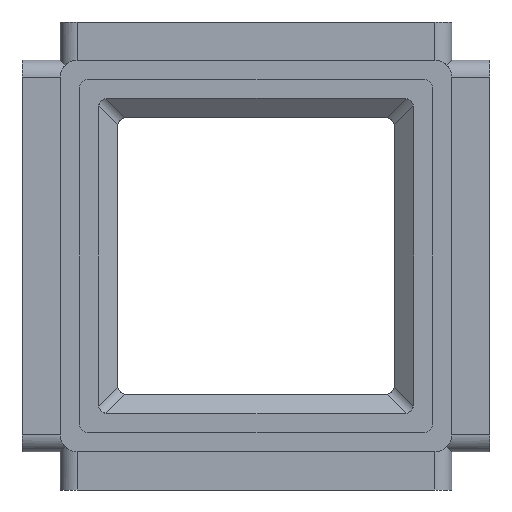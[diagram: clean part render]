
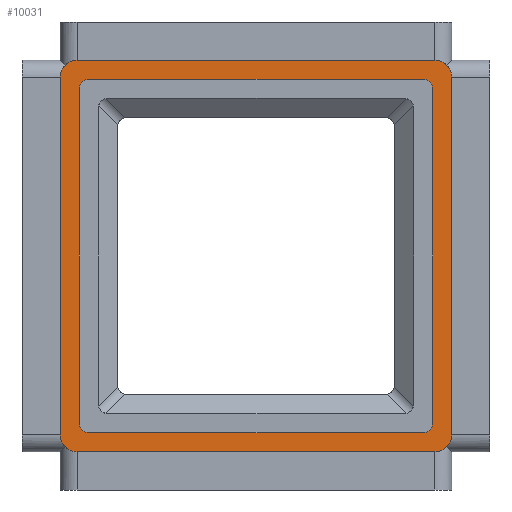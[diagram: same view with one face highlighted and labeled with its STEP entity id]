
A CAD part, front view. The second image highlights one B-rep face of the part: STEP entity #10031.
In plain terms, the highlighted planar face has unit normal (0, -1, 0).
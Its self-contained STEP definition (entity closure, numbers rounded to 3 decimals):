
#11 = EDGE_CURVE ( 'NONE', #1382, #550, #4757, .T. ) ;
#60 = VERTEX_POINT ( 'NONE', #9481 ) ;
#82 = AXIS2_PLACEMENT_3D ( 'NONE', #1219, #6048, #549 ) ;
#111 = VECTOR ( 'NONE', #6252, 1000. ) ;
#245 = DIRECTION ( 'NONE',  ( 0., 1., 0. ) ) ;
#370 = DIRECTION ( 'NONE',  ( 0., 0., -1. ) ) ;
#396 = CARTESIAN_POINT ( 'NONE',  ( 10.25, -12.25, -9.35 ) ) ;
#549 = DIRECTION ( 'NONE',  ( 1., 0., 0. ) ) ;
#550 = VERTEX_POINT ( 'NONE', #4120 ) ;
#649 = VERTEX_POINT ( 'NONE', #9570 ) ;
#749 = EDGE_CURVE ( 'NONE', #649, #1382, #841, .T. ) ;
#841 = CIRCLE ( 'NONE', #9210, 0.5 ) ;
#1029 = VERTEX_POINT ( 'NONE', #396 ) ;
#1091 = VERTEX_POINT ( 'NONE', #5223 ) ;
#1121 = DIRECTION ( 'NONE',  ( -1., 0., 0. ) ) ;
#1140 = AXIS2_PLACEMENT_3D ( 'NONE', #2162, #7475, #2118 ) ;
#1219 = CARTESIAN_POINT ( 'NONE',  ( -9.35, -12.25, 9.35 ) ) ;
#1295 = EDGE_CURVE ( 'NONE', #1029, #8030, #5372, .T. ) ;
#1382 = VERTEX_POINT ( 'NONE', #8050 ) ;
#1429 = DIRECTION ( 'NONE',  ( 0., 1., 0. ) ) ;
#1478 = DIRECTION ( 'NONE',  ( 0., 0., -1. ) ) ;
#1597 = ORIENTED_EDGE ( 'NONE', *, *, #4588, .T. ) ;
#1675 = CARTESIAN_POINT ( 'NONE',  ( 10.25, -12.25, 9.35 ) ) ;
#1682 = LINE ( 'NONE', #2291, #4052 ) ;
#1708 = DIRECTION ( 'NONE',  ( 1., 0., 0. ) ) ;
#1735 = CARTESIAN_POINT ( 'NONE',  ( 8.75, -12.25, -8.75 ) ) ;
#1833 = CARTESIAN_POINT ( 'NONE',  ( -9.35, -12.25, -10.25 ) ) ;
#1858 = LINE ( 'NONE', #3247, #3994 ) ;
#2008 = CARTESIAN_POINT ( 'NONE',  ( 8.75, -12.25, 8.75 ) ) ;
#2040 = VERTEX_POINT ( 'NONE', #7450 ) ;
#2079 = LINE ( 'NONE', #6812, #2534 ) ;
#2118 = DIRECTION ( 'NONE',  ( 1., 0., 0. ) ) ;
#2146 = CARTESIAN_POINT ( 'NONE',  ( -9.35, -12.25, 10.25 ) ) ;
#2162 = CARTESIAN_POINT ( 'NONE',  ( -9.35, -12.25, -9.35 ) ) ;
#2224 = VECTOR ( 'NONE', #1121, 1000. ) ;
#2290 = CIRCLE ( 'NONE', #5576, 0.5 ) ;
#2291 = CARTESIAN_POINT ( 'NONE',  ( -9.25, -12.25, 33.6 ) ) ;
#2429 = VERTEX_POINT ( 'NONE', #1833 ) ;
#2441 = AXIS2_PLACEMENT_3D ( 'NONE', #6296, #3205, #10138 ) ;
#2447 = EDGE_CURVE ( 'NONE', #550, #60, #2290, .T. ) ;
#2534 = VECTOR ( 'NONE', #3621, 1000. ) ;
#2564 = EDGE_CURVE ( 'NONE', #1091, #2762, #7299, .T. ) ;
#2674 = CARTESIAN_POINT ( 'NONE',  ( 0., -12.25, 37.5 ) ) ;
#2762 = VERTEX_POINT ( 'NONE', #4911 ) ;
#2907 = LINE ( 'NONE', #7742, #4368 ) ;
#3100 = LINE ( 'NONE', #4814, #111 ) ;
#3176 = AXIS2_PLACEMENT_3D ( 'NONE', #6043, #9994, #5945 ) ;
#3178 = CARTESIAN_POINT ( 'NONE',  ( 9.35, -12.25, 9.35 ) ) ;
#3205 = DIRECTION ( 'NONE',  ( 0., -1., 0. ) ) ;
#3247 = CARTESIAN_POINT ( 'NONE',  ( -10.25, -12.25, -10.25 ) ) ;
#3394 = DIRECTION ( 'NONE',  ( 0., -1., 0. ) ) ;
#3450 = CARTESIAN_POINT ( 'NONE',  ( 9.25, -12.25, 33.6 ) ) ;
#3489 = EDGE_LOOP ( 'NONE', ( #8468, #7867, #7956, #6327, #4482, #4837, #1597, #8630 ) ) ;
#3621 = DIRECTION ( 'NONE',  ( -1., 0., 0. ) ) ;
#3736 = EDGE_CURVE ( 'NONE', #2762, #8721, #1682, .T. ) ;
#3747 = CARTESIAN_POINT ( 'NONE',  ( -10.25, -12.25, 9.35 ) ) ;
#3812 = CARTESIAN_POINT ( 'NONE',  ( 10.25, -12.25, 33.6 ) ) ;
#3843 = CIRCLE ( 'NONE', #6329, 0.9 ) ;
#3970 = DIRECTION ( 'NONE',  ( 0., 0., 1. ) ) ;
#3994 = VECTOR ( 'NONE', #1708, 1000. ) ;
#4052 = VECTOR ( 'NONE', #4822, 1000. ) ;
#4069 = PLANE ( 'NONE',  #7481 ) ;
#4093 = ORIENTED_EDGE ( 'NONE', *, *, #2447, .T. ) ;
#4120 = CARTESIAN_POINT ( 'NONE',  ( 9.25, -12.25, -8.75 ) ) ;
#4186 = VERTEX_POINT ( 'NONE', #9585 ) ;
#4239 = ORIENTED_EDGE ( 'NONE', *, *, #5780, .T. ) ;
#4285 = EDGE_CURVE ( 'NONE', #4186, #2429, #6735, .T. ) ;
#4368 = VECTOR ( 'NONE', #4404, 1000. ) ;
#4378 = CARTESIAN_POINT ( 'NONE',  ( -9.25, -12.25, 8.75 ) ) ;
#4404 = DIRECTION ( 'NONE',  ( 1., 0., 0. ) ) ;
#4482 = ORIENTED_EDGE ( 'NONE', *, *, #9137, .T. ) ;
#4588 = EDGE_CURVE ( 'NONE', #2429, #6611, #1858, .T. ) ;
#4638 = AXIS2_PLACEMENT_3D ( 'NONE', #5436, #1429, #1478 ) ;
#4757 = LINE ( 'NONE', #3450, #9182 ) ;
#4814 = CARTESIAN_POINT ( 'NONE',  ( -10.25, -12.25, 33.6 ) ) ;
#4822 = DIRECTION ( 'NONE',  ( 0., 0., 1. ) ) ;
#4837 = ORIENTED_EDGE ( 'NONE', *, *, #4285, .T. ) ;
#4876 = DIRECTION ( 'NONE',  ( 0., 0., -1. ) ) ;
#4911 = CARTESIAN_POINT ( 'NONE',  ( -9.25, -12.25, -8.75 ) ) ;
#5223 = CARTESIAN_POINT ( 'NONE',  ( -8.75, -12.25, -9.25 ) ) ;
#5229 = EDGE_CURVE ( 'NONE', #6611, #1029, #5561, .T. ) ;
#5372 = LINE ( 'NONE', #3812, #9646 ) ;
#5376 = ORIENTED_EDGE ( 'NONE', *, *, #3736, .T. ) ;
#5436 = CARTESIAN_POINT ( 'NONE',  ( -8.75, -12.25, 8.75 ) ) ;
#5469 = DIRECTION ( 'NONE',  ( 0., 0., -1. ) ) ;
#5545 = ORIENTED_EDGE ( 'NONE', *, *, #749, .T. ) ;
#5561 = CIRCLE ( 'NONE', #2441, 0.9 ) ;
#5576 = AXIS2_PLACEMENT_3D ( 'NONE', #1735, #245, #4876 ) ;
#5650 = DIRECTION ( 'NONE',  ( 1., 0., 0. ) ) ;
#5742 = VERTEX_POINT ( 'NONE', #2146 ) ;
#5780 = EDGE_CURVE ( 'NONE', #8721, #2040, #6797, .T. ) ;
#5794 = VERTEX_POINT ( 'NONE', #9295 ) ;
#5945 = DIRECTION ( 'NONE',  ( 0., 0., -1. ) ) ;
#6043 = CARTESIAN_POINT ( 'NONE',  ( -8.75, -12.25, -8.75 ) ) ;
#6048 = DIRECTION ( 'NONE',  ( 0., -1., 0. ) ) ;
#6252 = DIRECTION ( 'NONE',  ( 0., 0., -1. ) ) ;
#6264 = ORIENTED_EDGE ( 'NONE', *, *, #2564, .T. ) ;
#6296 = CARTESIAN_POINT ( 'NONE',  ( 9.35, -12.25, -9.35 ) ) ;
#6327 = ORIENTED_EDGE ( 'NONE', *, *, #7908, .T. ) ;
#6328 = DIRECTION ( 'NONE',  ( 0., -1., 0. ) ) ;
#6329 = AXIS2_PLACEMENT_3D ( 'NONE', #3178, #6328, #5650 ) ;
#6571 = EDGE_CURVE ( 'NONE', #649, #2040, #2079, .T. ) ;
#6611 = VERTEX_POINT ( 'NONE', #9264 ) ;
#6735 = CIRCLE ( 'NONE', #1140, 0.9 ) ;
#6797 = CIRCLE ( 'NONE', #4638, 0.5 ) ;
#6812 = CARTESIAN_POINT ( 'NONE',  ( 10.25, -12.25, 9.25 ) ) ;
#6887 = VERTEX_POINT ( 'NONE', #3747 ) ;
#7066 = ORIENTED_EDGE ( 'NONE', *, *, #9006, .F. ) ;
#7297 = LINE ( 'NONE', #8168, #2224 ) ;
#7299 = CIRCLE ( 'NONE', #3176, 0.5 ) ;
#7310 = FACE_OUTER_BOUND ( 'NONE', #3489, .T. ) ;
#7345 = EDGE_CURVE ( 'NONE', #8030, #5794, #3843, .T. ) ;
#7450 = CARTESIAN_POINT ( 'NONE',  ( -8.75, -12.25, 9.25 ) ) ;
#7475 = DIRECTION ( 'NONE',  ( 0., -1., 0. ) ) ;
#7481 = AXIS2_PLACEMENT_3D ( 'NONE', #2674, #3394, #8800 ) ;
#7516 = DIRECTION ( 'NONE',  ( 0., 1., 0. ) ) ;
#7742 = CARTESIAN_POINT ( 'NONE',  ( -10.25, -12.25, -9.25 ) ) ;
#7867 = ORIENTED_EDGE ( 'NONE', *, *, #7345, .T. ) ;
#7908 = EDGE_CURVE ( 'NONE', #5742, #6887, #9259, .T. ) ;
#7956 = ORIENTED_EDGE ( 'NONE', *, *, #8958, .T. ) ;
#8030 = VERTEX_POINT ( 'NONE', #1675 ) ;
#8050 = CARTESIAN_POINT ( 'NONE',  ( 9.25, -12.25, 8.75 ) ) ;
#8099 = ORIENTED_EDGE ( 'NONE', *, *, #6571, .F. ) ;
#8168 = CARTESIAN_POINT ( 'NONE',  ( 10.25, -12.25, 10.25 ) ) ;
#8468 = ORIENTED_EDGE ( 'NONE', *, *, #1295, .T. ) ;
#8630 = ORIENTED_EDGE ( 'NONE', *, *, #5229, .T. ) ;
#8721 = VERTEX_POINT ( 'NONE', #4378 ) ;
#8800 = DIRECTION ( 'NONE',  ( 0., 0., -1. ) ) ;
#8958 = EDGE_CURVE ( 'NONE', #5794, #5742, #7297, .T. ) ;
#8993 = EDGE_LOOP ( 'NONE', ( #5545, #9645, #4093, #7066, #6264, #5376, #4239, #8099 ) ) ;
#9006 = EDGE_CURVE ( 'NONE', #1091, #60, #2907, .T. ) ;
#9137 = EDGE_CURVE ( 'NONE', #6887, #4186, #3100, .T. ) ;
#9182 = VECTOR ( 'NONE', #5469, 1000. ) ;
#9210 = AXIS2_PLACEMENT_3D ( 'NONE', #2008, #7516, #370 ) ;
#9259 = CIRCLE ( 'NONE', #82, 0.9 ) ;
#9264 = CARTESIAN_POINT ( 'NONE',  ( 9.35, -12.25, -10.25 ) ) ;
#9295 = CARTESIAN_POINT ( 'NONE',  ( 9.35, -12.25, 10.25 ) ) ;
#9481 = CARTESIAN_POINT ( 'NONE',  ( 8.75, -12.25, -9.25 ) ) ;
#9570 = CARTESIAN_POINT ( 'NONE',  ( 8.75, -12.25, 9.25 ) ) ;
#9585 = CARTESIAN_POINT ( 'NONE',  ( -10.25, -12.25, -9.35 ) ) ;
#9621 = FACE_BOUND ( 'NONE', #8993, .T. ) ;
#9645 = ORIENTED_EDGE ( 'NONE', *, *, #11, .T. ) ;
#9646 = VECTOR ( 'NONE', #3970, 1000. ) ;
#9994 = DIRECTION ( 'NONE',  ( 0., 1., 0. ) ) ;
#10031 = ADVANCED_FACE ( 'NONE', ( #9621, #7310 ), #4069, .T. ) ;
#10138 = DIRECTION ( 'NONE',  ( 1., 0., 0. ) ) ;
